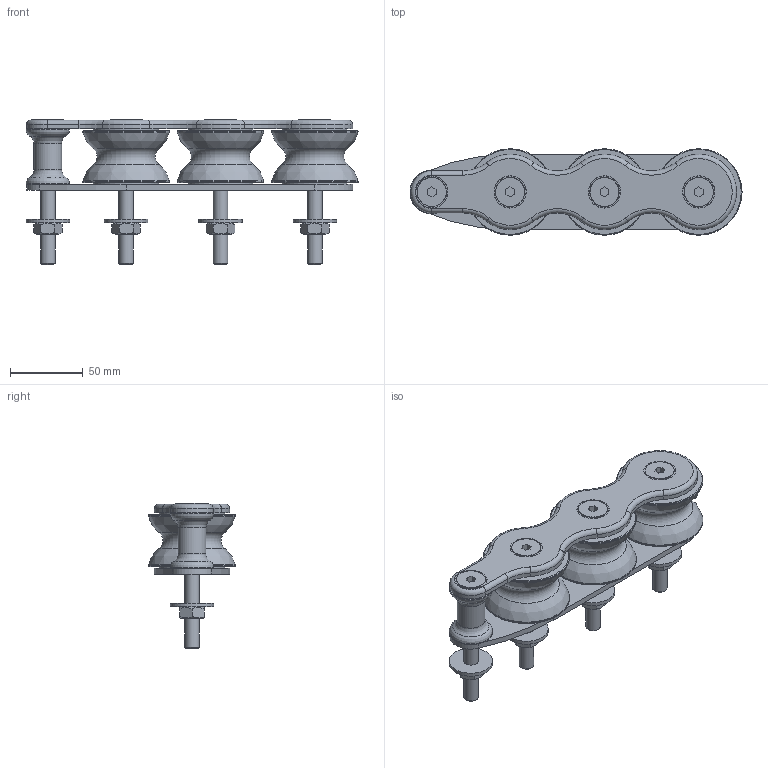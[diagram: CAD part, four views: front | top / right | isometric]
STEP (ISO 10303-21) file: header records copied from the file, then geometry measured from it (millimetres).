
FILE_DESCRIPTION(/* description */ (''),/* implementation_level */ '2;1');
FILE_NAME(/* name */ 'T630.stp',/* time_stamp */ '2016-04-04T11:01:14+02:00',/* author */ ('Nicola'),/* organization */ (''),/* preprocessor_version */ 'ST-DEVELOPER v16.1',/* originating_system */ 'Autodesk Inventor 2016',/* authorisation */ '');
FILE_SCHEMA (('AUTOMOTIVE_DESIGN { 1 0 10303 214 3 1 1 }'));
Length unit declared in the file: millimetre
Products named in the file (1): T630
Bounding box: 228.75 x 59.5 x 100 mm (x, y, z)
Volume: 370063.7 mm3; surface area: 80021.5 mm2
Topology: 1 solids, 4 shells, 228 faces, 498 edges, 324 vertices
Faces by surface type: plane 106, cylinder 65, torus 31, cone 20, bspline 6
Full cylindrical faces by diameter (mm): 10 x11, 10.2 x7, 10.5 x4, 19 x3, 20 x4, 29.9 x2, 30 x4, 45 x6, 59.5 x6
Entity records: 5752 total; most frequent: CARTESIAN_POINT 1181, DIRECTION 988, ORIENTED_EDGE 776, AXIS2_PLACEMENT_3D 431, EDGE_CURVE 388, EDGE_LOOP 372, VERTEX_POINT 300, FACE_OUTER_BOUND 228
